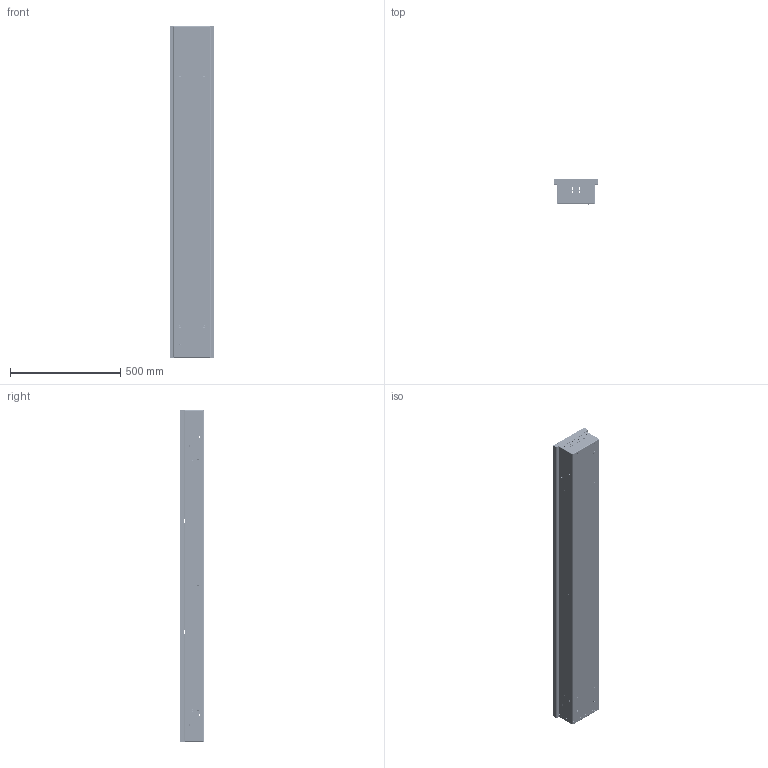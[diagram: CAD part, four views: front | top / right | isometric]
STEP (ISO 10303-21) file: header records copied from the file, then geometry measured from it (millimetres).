
FILE_DESCRIPTION((''),'2;1');
FILE_NAME('_20_110_150_ASM','2020-09-04T',('okanashina'),('elara'),'CREO PARAMETRIC BY PTC INC, 2015080','CREO PARAMETRIC BY PTC INC, 2015080','');
FILE_SCHEMA(('AUTOMOTIVE_DESIGN { 1 0 10303 214 1 1 1 1 }'));
Length unit declared in the file: millimetre
Products named in the file (19): _______20_11_150; 722_20_110_01_________; ________________6; ____________________-36901; ____________________-1; ____________________-2; ____________________-3; _____________; ____________________-48669; __________________; ____________________15973_3_2__; ________190; _______14_5_1; COUNTERSUNK_RAISED_HEAD_CROSS_R; ____; 390_03_000_04-27_______________; 390_03_000_05-27_______________; _______________200; _20_110_150_ASM
Assembly tree (322 placements, depth 2):
  _20_110_150_ASM
    _______20_11_150
    722_20_110_01_________  x2
    ________________6  x2
    ____________________-36901
    ____________________-1
    ____________________-2
    ____________________-3
    _____________  x2
    ____________________-48669
    __________________  x2
    ____________________15973_3_2__  x24
    ________190  x90
    _______14_5_1  x182
    COUNTERSUNK_RAISED_HEAD_CROSS_R  x4
    ____  x4
    390_03_000_04-27_______________
    390_03_000_05-27_______________
    _______________200  x2
Bounding box: 201 x 112.3 x 1502.59 mm (x, y, z)
Volume: 1910312.9 mm3; surface area: 2699293.3 mm2
Topology: 297 solids, 370 shells, 5618 faces, 13995 edges, 9065 vertices
Faces by surface type: plane 2439, cylinder 2425, cone 416, torus 158, bspline 70, sphere 56, extrusion 54
Entity records: 53322 total; most frequent: CARTESIAN_POINT 10658, ORIENTED_EDGE 6398, DIRECTION 6325, EDGE_CURVE 3223, AXIS2_PLACEMENT_3D 2116, VECTOR 2093, VERTEX_POINT 2040, LINE 2039
